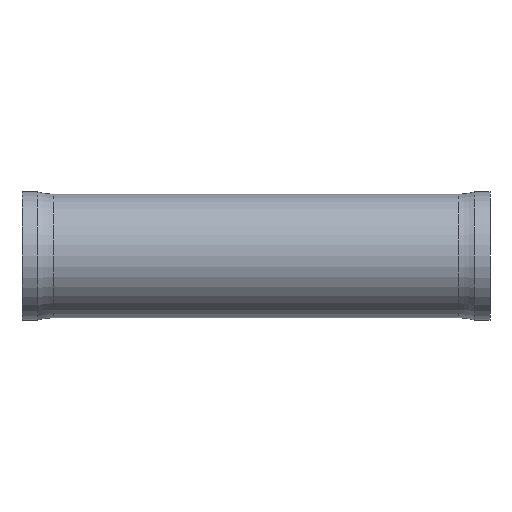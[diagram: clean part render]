
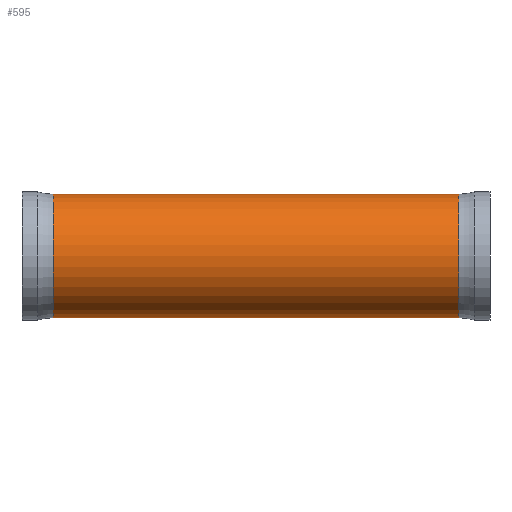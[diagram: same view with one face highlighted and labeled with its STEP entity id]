
A CAD part, front view. The second image highlights one B-rep face of the part: STEP entity #595.
In plain terms, the highlighted cylindrical face has radius 19.837 mm (diameter 39.675 mm), a partial arc.
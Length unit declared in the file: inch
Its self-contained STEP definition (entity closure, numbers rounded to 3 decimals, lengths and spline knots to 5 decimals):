
#13 = DIRECTION ( 'NONE',  ( -1., 0., 0. ) ) ;
#30 = VECTOR ( 'NONE', #430, 39.37008 ) ;
#35 = CARTESIAN_POINT ( 'NONE',  ( -0.21142, 0., -0.781 ) ) ;
#44 = EDGE_CURVE ( 'NONE', #549, #620, #611, .T. ) ;
#45 = ORIENTED_EDGE ( 'NONE', *, *, #406, .F. ) ;
#49 = CARTESIAN_POINT ( 'NONE',  ( 0.39128, 0., -0.781 ) ) ;
#54 = CARTESIAN_POINT ( 'NONE',  ( 0.39128, 0., 0. ) ) ;
#83 = AXIS2_PLACEMENT_3D ( 'NONE', #199, #351, #439 ) ;
#97 = LINE ( 'NONE', #35, #186 ) ;
#101 = EDGE_CURVE ( 'NONE', #423, #549, #352, .T. ) ;
#154 = DIRECTION ( 'NONE',  ( 0., 0., 1. ) ) ;
#186 = VECTOR ( 'NONE', #576, 39.37008 ) ;
#193 = CARTESIAN_POINT ( 'NONE',  ( 5.51423, 0., 0.781 ) ) ;
#196 = DIRECTION ( 'NONE',  ( -1., 0., 0. ) ) ;
#199 = CARTESIAN_POINT ( 'NONE',  ( 5.51423, 0., 0. ) ) ;
#200 = CARTESIAN_POINT ( 'NONE',  ( 0.39128, 0., 0.781 ) ) ;
#243 = ORIENTED_EDGE ( 'NONE', *, *, #519, .F. ) ;
#293 = FACE_OUTER_BOUND ( 'NONE', #388, .T. ) ;
#296 = CARTESIAN_POINT ( 'NONE',  ( -0.21142, 0., 0. ) ) ;
#310 = CIRCLE ( 'NONE', #503, 0.781 ) ;
#336 = CARTESIAN_POINT ( 'NONE',  ( 5.51423, 0., -0.781 ) ) ;
#351 = DIRECTION ( 'NONE',  ( -1., 0., 0. ) ) ;
#352 = CIRCLE ( 'NONE', #83, 0.781 ) ;
#374 = ORIENTED_EDGE ( 'NONE', *, *, #44, .T. ) ;
#388 = EDGE_LOOP ( 'NONE', ( #45, #608, #374, #243 ) ) ;
#406 = EDGE_CURVE ( 'NONE', #423, #435, #97, .T. ) ;
#423 = VERTEX_POINT ( 'NONE', #336 ) ;
#430 = DIRECTION ( 'NONE',  ( -1., 0., 0. ) ) ;
#435 = VERTEX_POINT ( 'NONE', #49 ) ;
#439 = DIRECTION ( 'NONE',  ( 0., 0., 1. ) ) ;
#465 = CARTESIAN_POINT ( 'NONE',  ( -0.21142, 0., 0.781 ) ) ;
#486 = CYLINDRICAL_SURFACE ( 'NONE', #494, 0.781 ) ;
#494 = AXIS2_PLACEMENT_3D ( 'NONE', #296, #13, #154 ) ;
#503 = AXIS2_PLACEMENT_3D ( 'NONE', #54, #196, #625 ) ;
#519 = EDGE_CURVE ( 'NONE', #435, #620, #310, .T. ) ;
#549 = VERTEX_POINT ( 'NONE', #193 ) ;
#576 = DIRECTION ( 'NONE',  ( -1., 0., 0. ) ) ;
#595 = ADVANCED_FACE ( 'NONE', ( #293 ), #486, .T. ) ;
#608 = ORIENTED_EDGE ( 'NONE', *, *, #101, .T. ) ;
#611 = LINE ( 'NONE', #465, #30 ) ;
#620 = VERTEX_POINT ( 'NONE', #200 ) ;
#625 = DIRECTION ( 'NONE',  ( 0., 0., 1. ) ) ;
